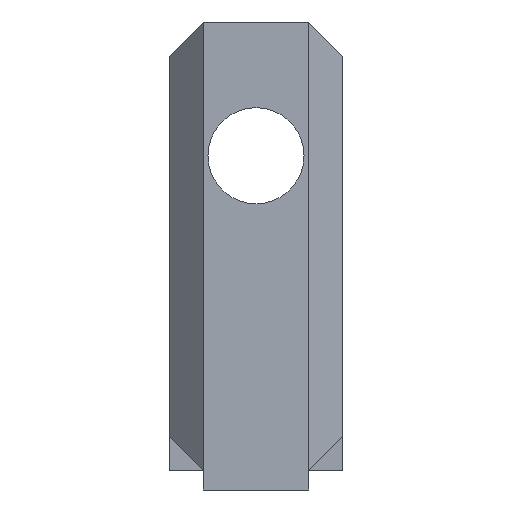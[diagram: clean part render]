
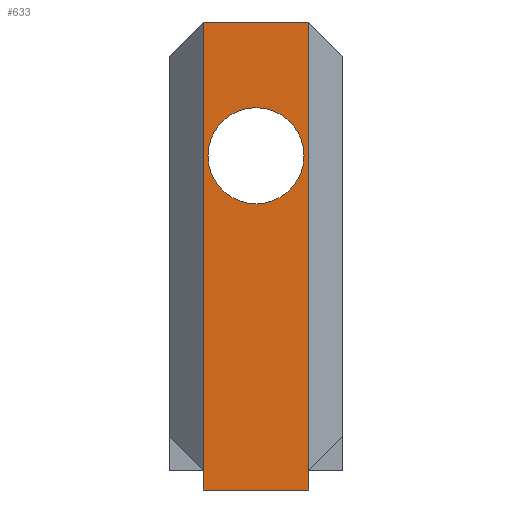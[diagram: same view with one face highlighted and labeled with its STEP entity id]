
A CAD part, left-side view. The second image highlights one B-rep face of the part: STEP entity #633.
In plain terms, the highlighted planar face has unit normal (-1, 0, 0).
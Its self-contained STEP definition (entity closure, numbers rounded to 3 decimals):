
#15 = VERTEX_POINT ( 'NONE', #417 ) ;
#38 = CARTESIAN_POINT ( 'NONE',  ( 0., 2.75, 17.5 ) ) ;
#43 = FACE_BOUND ( 'NONE', #766, .T. ) ;
#46 = VERTEX_POINT ( 'NONE', #914 ) ;
#62 = EDGE_CURVE ( 'NONE', #257, #312, #108, .T. ) ;
#73 = DIRECTION ( 'NONE',  ( 0., 0., 1. ) ) ;
#79 = CIRCLE ( 'NONE', #612, 2.514 ) ;
#83 = EDGE_CURVE ( 'NONE', #917, #15, #663, .T. ) ;
#108 = LINE ( 'NONE', #150, #690 ) ;
#110 = VECTOR ( 'NONE', #301, 1000. ) ;
#116 = ORIENTED_EDGE ( 'NONE', *, *, #62, .T. ) ;
#117 = DIRECTION ( 'NONE',  ( 1., 0., 0. ) ) ;
#118 = EDGE_CURVE ( 'NONE', #553, #382, #866, .T. ) ;
#150 = CARTESIAN_POINT ( 'NONE',  ( 0., 5.5, 0. ) ) ;
#158 = ORIENTED_EDGE ( 'NONE', *, *, #436, .T. ) ;
#178 = ORIENTED_EDGE ( 'NONE', *, *, #482, .T. ) ;
#193 = ORIENTED_EDGE ( 'NONE', *, *, #452, .F. ) ;
#225 = DIRECTION ( 'NONE',  ( 0., 0., 1. ) ) ;
#233 = CARTESIAN_POINT ( 'NONE',  ( 0., 2.75, 20.014 ) ) ;
#247 = AXIS2_PLACEMENT_3D ( 'NONE', #935, #491, #253 ) ;
#251 = DIRECTION ( 'NONE',  ( 0., 1., 0. ) ) ;
#253 = DIRECTION ( 'NONE',  ( 0., 0., 1. ) ) ;
#257 = VERTEX_POINT ( 'NONE', #371 ) ;
#261 = EDGE_CURVE ( 'NONE', #46, #257, #885, .T. ) ;
#297 = VECTOR ( 'NONE', #73, 1000. ) ;
#301 = DIRECTION ( 'NONE',  ( 0., 1., 0. ) ) ;
#309 = EDGE_CURVE ( 'NONE', #618, #46, #665, .T. ) ;
#312 = VERTEX_POINT ( 'NONE', #801 ) ;
#326 = ORIENTED_EDGE ( 'NONE', *, *, #309, .T. ) ;
#334 = DIRECTION ( 'NONE',  ( 0., 0., 1. ) ) ;
#353 = VECTOR ( 'NONE', #922, 1000. ) ;
#355 = CARTESIAN_POINT ( 'NONE',  ( 0., 0., 24.5 ) ) ;
#367 = CARTESIAN_POINT ( 'NONE',  ( 0., 0., 0. ) ) ;
#371 = CARTESIAN_POINT ( 'NONE',  ( 0., 5.5, 24.5 ) ) ;
#379 = AXIS2_PLACEMENT_3D ( 'NONE', #38, #519, #815 ) ;
#382 = VERTEX_POINT ( 'NONE', #840 ) ;
#398 = CARTESIAN_POINT ( 'NONE',  ( 0., 5.5, 12.25 ) ) ;
#406 = LINE ( 'NONE', #398, #353 ) ;
#417 = CARTESIAN_POINT ( 'NONE',  ( 0., 5.5, 0. ) ) ;
#436 = EDGE_CURVE ( 'NONE', #382, #553, #79, .T. ) ;
#437 = CARTESIAN_POINT ( 'NONE',  ( 0., 0., 0. ) ) ;
#452 = EDGE_CURVE ( 'NONE', #15, #312, #406, .T. ) ;
#466 = ORIENTED_EDGE ( 'NONE', *, *, #261, .T. ) ;
#482 = EDGE_CURVE ( 'NONE', #917, #618, #725, .T. ) ;
#491 = DIRECTION ( 'NONE',  ( -1., 0., 0. ) ) ;
#519 = DIRECTION ( 'NONE',  ( 1., 0., 0. ) ) ;
#553 = VERTEX_POINT ( 'NONE', #233 ) ;
#568 = VECTOR ( 'NONE', #225, 1000. ) ;
#582 = ORIENTED_EDGE ( 'NONE', *, *, #83, .F. ) ;
#583 = ORIENTED_EDGE ( 'NONE', *, *, #118, .T. ) ;
#612 = AXIS2_PLACEMENT_3D ( 'NONE', #630, #117, #334 ) ;
#614 = CARTESIAN_POINT ( 'NONE',  ( 0., 0., 1. ) ) ;
#618 = VERTEX_POINT ( 'NONE', #614 ) ;
#625 = VECTOR ( 'NONE', #251, 1000. ) ;
#630 = CARTESIAN_POINT ( 'NONE',  ( 0., 2.75, 17.5 ) ) ;
#633 = ADVANCED_FACE ( 'NONE', ( #43, #848 ), #773, .T. ) ;
#663 = LINE ( 'NONE', #367, #625 ) ;
#665 = LINE ( 'NONE', #437, #568 ) ;
#690 = VECTOR ( 'NONE', #692, 1000. ) ;
#692 = DIRECTION ( 'NONE',  ( 0., 0., -1. ) ) ;
#725 = LINE ( 'NONE', #818, #297 ) ;
#766 = EDGE_LOOP ( 'NONE', ( #583, #158 ) ) ;
#773 = PLANE ( 'NONE',  #247 ) ;
#793 = EDGE_LOOP ( 'NONE', ( #326, #466, #116, #193, #582, #178 ) ) ;
#801 = CARTESIAN_POINT ( 'NONE',  ( 0., 5.5, 1. ) ) ;
#814 = CARTESIAN_POINT ( 'NONE',  ( 0., 0., 0. ) ) ;
#815 = DIRECTION ( 'NONE',  ( 0., 0., 1. ) ) ;
#818 = CARTESIAN_POINT ( 'NONE',  ( 0., 0., 0. ) ) ;
#840 = CARTESIAN_POINT ( 'NONE',  ( 0., 2.75, 14.986 ) ) ;
#848 = FACE_OUTER_BOUND ( 'NONE', #793, .T. ) ;
#866 = CIRCLE ( 'NONE', #379, 2.514 ) ;
#885 = LINE ( 'NONE', #355, #110 ) ;
#914 = CARTESIAN_POINT ( 'NONE',  ( 0., 0., 24.5 ) ) ;
#917 = VERTEX_POINT ( 'NONE', #814 ) ;
#922 = DIRECTION ( 'NONE',  ( 0., 0., 1. ) ) ;
#935 = CARTESIAN_POINT ( 'NONE',  ( 0., 0., 0. ) ) ;
